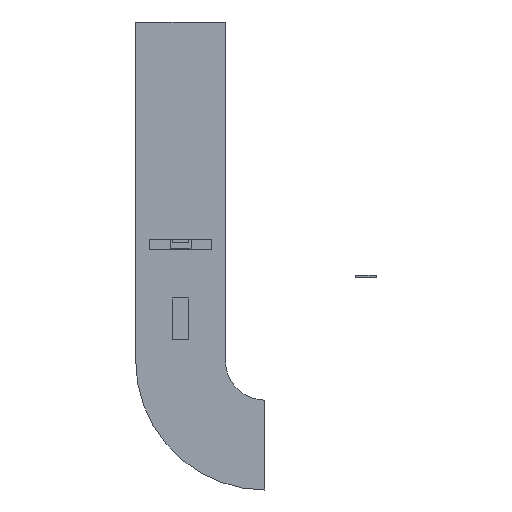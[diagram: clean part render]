
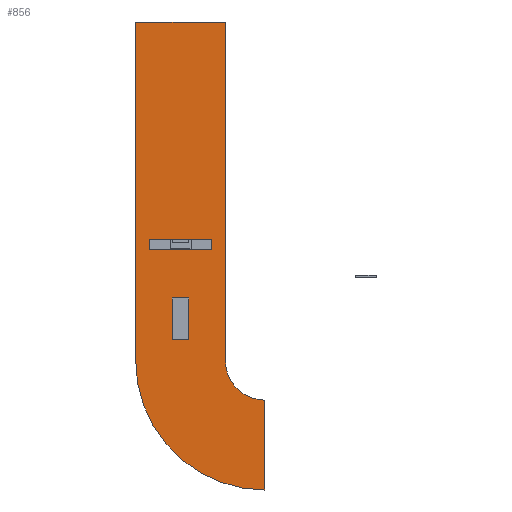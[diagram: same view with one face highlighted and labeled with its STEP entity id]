
A CAD part, front view. The second image highlights one B-rep face of the part: STEP entity #856.
In plain terms, the highlighted planar face has unit normal (0, -1, 0).
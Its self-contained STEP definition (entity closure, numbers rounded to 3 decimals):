
#22=FACE_BOUND('',#151,.T.);
#23=FACE_BOUND('',#152,.T.);
#58=PLANE('',#923);
#101=FACE_OUTER_BOUND('',#150,.T.);
#150=EDGE_LOOP('',(#771,#772,#773,#774,#775,#776));
#151=EDGE_LOOP('',(#777,#778,#779,#780));
#152=EDGE_LOOP('',(#781,#782,#783,#784));
#166=CIRCLE('',#886,18.9);
#169=CIRCLE('',#890,61.9);
#180=LINE('',#1188,#287);
#184=LINE('',#1195,#291);
#192=LINE('',#1212,#299);
#196=LINE('',#1220,#303);
#199=LINE('',#1226,#306);
#202=LINE('',#1231,#309);
#206=LINE('',#1240,#313);
#210=LINE('',#1247,#317);
#213=LINE('',#1253,#320);
#251=LINE('',#1327,#358);
#262=LINE('',#1351,#369);
#265=LINE('',#1356,#372);
#287=VECTOR('',#969,10.);
#291=VECTOR('',#975,10.);
#299=VECTOR('',#985,10.);
#303=VECTOR('',#991,10.);
#306=VECTOR('',#996,10.);
#309=VECTOR('',#1001,10.);
#313=VECTOR('',#1007,10.);
#317=VECTOR('',#1013,10.);
#320=VECTOR('',#1018,10.);
#358=VECTOR('',#1080,10.);
#369=VECTOR('',#1109,10.);
#372=VECTOR('',#1116,10.);
#395=VERTEX_POINT('',#1171);
#396=VERTEX_POINT('',#1173);
#398=VERTEX_POINT('',#1179);
#401=VERTEX_POINT('',#1184);
#402=VERTEX_POINT('',#1193);
#403=VERTEX_POINT('',#1194);
#410=VERTEX_POINT('',#1210);
#411=VERTEX_POINT('',#1211);
#414=VERTEX_POINT('',#1219);
#416=VERTEX_POINT('',#1225);
#420=VERTEX_POINT('',#1237);
#421=VERTEX_POINT('',#1239);
#423=VERTEX_POINT('',#1245);
#425=VERTEX_POINT('',#1251);
#473=EDGE_CURVE('',#395,#396,#166,.T.);
#479=EDGE_CURVE('',#398,#401,#169,.T.);
#480=EDGE_CURVE('',#396,#401,#180,.T.);
#484=EDGE_CURVE('',#402,#403,#184,.T.);
#492=EDGE_CURVE('',#410,#411,#192,.T.);
#496=EDGE_CURVE('',#414,#410,#196,.T.);
#499=EDGE_CURVE('',#416,#414,#199,.T.);
#502=EDGE_CURVE('',#411,#416,#202,.T.);
#506=EDGE_CURVE('',#421,#420,#206,.T.);
#510=EDGE_CURVE('',#420,#423,#210,.T.);
#513=EDGE_CURVE('',#423,#425,#213,.T.);
#551=EDGE_CURVE('',#425,#421,#251,.T.);
#562=EDGE_CURVE('',#398,#402,#262,.T.);
#565=EDGE_CURVE('',#395,#403,#265,.T.);
#771=ORIENTED_EDGE('',*,*,#565,.T.);
#772=ORIENTED_EDGE('',*,*,#484,.F.);
#773=ORIENTED_EDGE('',*,*,#562,.F.);
#774=ORIENTED_EDGE('',*,*,#479,.T.);
#775=ORIENTED_EDGE('',*,*,#480,.F.);
#776=ORIENTED_EDGE('',*,*,#473,.F.);
#777=ORIENTED_EDGE('',*,*,#492,.T.);
#778=ORIENTED_EDGE('',*,*,#502,.T.);
#779=ORIENTED_EDGE('',*,*,#499,.T.);
#780=ORIENTED_EDGE('',*,*,#496,.T.);
#781=ORIENTED_EDGE('',*,*,#551,.T.);
#782=ORIENTED_EDGE('',*,*,#506,.T.);
#783=ORIENTED_EDGE('',*,*,#510,.T.);
#784=ORIENTED_EDGE('',*,*,#513,.T.);
#856=ADVANCED_FACE('',(#101,#22,#23),#58,.T.);
#886=AXIS2_PLACEMENT_3D('',#1174,#954,#955);
#890=AXIS2_PLACEMENT_3D('',#1186,#965,#966);
#923=AXIS2_PLACEMENT_3D('',#1357,#1117,#1118);
#954=DIRECTION('center_axis',(0.,-1.,0.));
#955=DIRECTION('ref_axis',(-1.,0.,0.));
#965=DIRECTION('center_axis',(0.,-1.,0.));
#966=DIRECTION('ref_axis',(-1.,0.,0.));
#969=DIRECTION('',(0.,0.,-1.));
#975=DIRECTION('',(1.,0.,0.));
#985=DIRECTION('',(0.,0.,-1.));
#991=DIRECTION('',(1.,0.,0.));
#996=DIRECTION('',(0.,0.,1.));
#1001=DIRECTION('',(-1.,0.,0.));
#1007=DIRECTION('',(0.,0.,-1.));
#1013=DIRECTION('',(-1.,0.,0.));
#1018=DIRECTION('',(0.,0.,1.));
#1080=DIRECTION('',(1.,0.,0.));
#1109=DIRECTION('',(0.,0.,1.));
#1116=DIRECTION('',(0.,0.,1.));
#1117=DIRECTION('center_axis',(0.,-1.,0.));
#1118=DIRECTION('ref_axis',(1.,0.,0.));
#1171=CARTESIAN_POINT('',(40.,-43.,-40.));
#1173=CARTESIAN_POINT('',(58.9,-43.,-58.9));
#1174=CARTESIAN_POINT('Origin',(58.9,-43.,-40.));
#1179=CARTESIAN_POINT('',(-3.,-43.,-40.));
#1184=CARTESIAN_POINT('',(58.9,-43.,-101.9));
#1186=CARTESIAN_POINT('Origin',(58.9,-43.,-40.));
#1188=CARTESIAN_POINT('',(58.9,-43.,-98.9));
#1193=CARTESIAN_POINT('',(-3.,-43.,122.1));
#1194=CARTESIAN_POINT('',(40.,-43.,122.1));
#1195=CARTESIAN_POINT('',(0.,-43.,122.1));
#1210=CARTESIAN_POINT('',(22.5,-43.,-10.));
#1211=CARTESIAN_POINT('',(22.5,-43.,-30.));
#1212=CARTESIAN_POINT('',(22.5,-43.,-5.));
#1219=CARTESIAN_POINT('',(14.5,-43.,-10.));
#1220=CARTESIAN_POINT('',(5.75,-43.,-10.));
#1225=CARTESIAN_POINT('',(14.5,-43.,-30.));
#1226=CARTESIAN_POINT('',(14.5,-43.,-15.));
#1231=CARTESIAN_POINT('',(9.75,-43.,-30.));
#1237=CARTESIAN_POINT('',(33.5,-43.,13.));
#1239=CARTESIAN_POINT('',(33.5,-43.,18.));
#1240=CARTESIAN_POINT('',(33.5,-43.,6.5));
#1245=CARTESIAN_POINT('',(3.5,-43.,13.));
#1247=CARTESIAN_POINT('',(0.25,-43.,13.));
#1251=CARTESIAN_POINT('',(3.5,-43.,18.));
#1253=CARTESIAN_POINT('',(3.5,-43.,9.));
#1327=CARTESIAN_POINT('',(15.25,-43.,18.));
#1351=CARTESIAN_POINT('',(-3.,-43.,0.));
#1356=CARTESIAN_POINT('',(40.,-43.,0.));
#1357=CARTESIAN_POINT('Origin',(-3.,-43.,0.));
